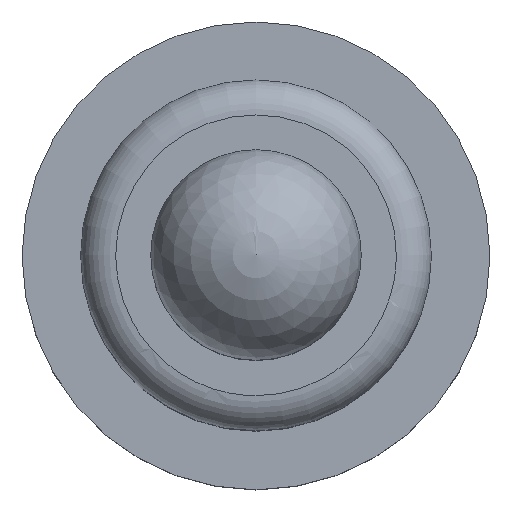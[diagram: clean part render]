
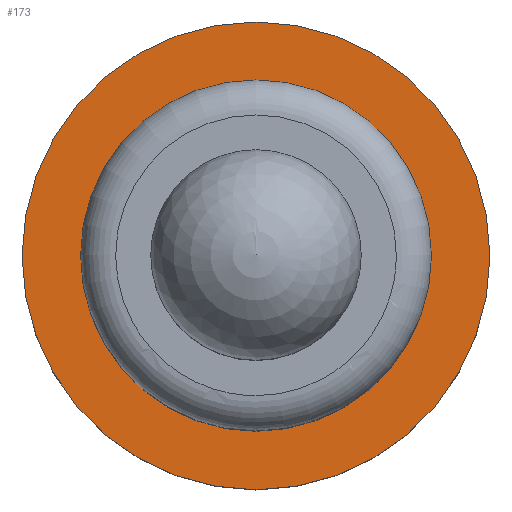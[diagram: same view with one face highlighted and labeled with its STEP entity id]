
A CAD part, top view. The second image highlights one B-rep face of the part: STEP entity #173.
In plain terms, the highlighted planar face has unit normal (0, 0, 1).
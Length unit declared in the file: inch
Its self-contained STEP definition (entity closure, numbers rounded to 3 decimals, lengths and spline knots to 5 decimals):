
#16=FACE_BOUND('',#50,.T.);
#19=PLANE('',#212);
#37=FACE_OUTER_BOUND('',#49,.T.);
#49=EDGE_LOOP('',(#151));
#50=EDGE_LOOP('',(#152));
#76=CIRCLE('',#204,0.03937);
#78=CIRCLE('',#207,0.02953);
#90=VERTEX_POINT('',#302);
#92=VERTEX_POINT('',#308);
#109=EDGE_CURVE('',#90,#90,#76,.T.);
#113=EDGE_CURVE('',#92,#92,#78,.T.);
#151=ORIENTED_EDGE('',*,*,#109,.T.);
#152=ORIENTED_EDGE('',*,*,#113,.F.);
#173=ADVANCED_FACE('',(#37,#16),#19,.T.);
#204=AXIS2_PLACEMENT_3D('',#303,#248,#249);
#207=AXIS2_PLACEMENT_3D('',#310,#256,#257);
#212=AXIS2_PLACEMENT_3D('',#393,#266,#267);
#248=DIRECTION('center_axis',(0.,0.,1.));
#249=DIRECTION('ref_axis',(0.,-1.,0.));
#256=DIRECTION('center_axis',(0.,0.,1.));
#257=DIRECTION('ref_axis',(0.,-1.,0.));
#266=DIRECTION('center_axis',(0.,0.,1.));
#267=DIRECTION('ref_axis',(0.,-1.,0.));
#302=CARTESIAN_POINT('',(0.,0.03937,0.05118));
#303=CARTESIAN_POINT('Origin',(0.,0.,0.05118));
#308=CARTESIAN_POINT('',(0.,0.02953,0.05118));
#310=CARTESIAN_POINT('Origin',(0.,0.,0.05118));
#393=CARTESIAN_POINT('Origin',(0.,0.,0.05118));
